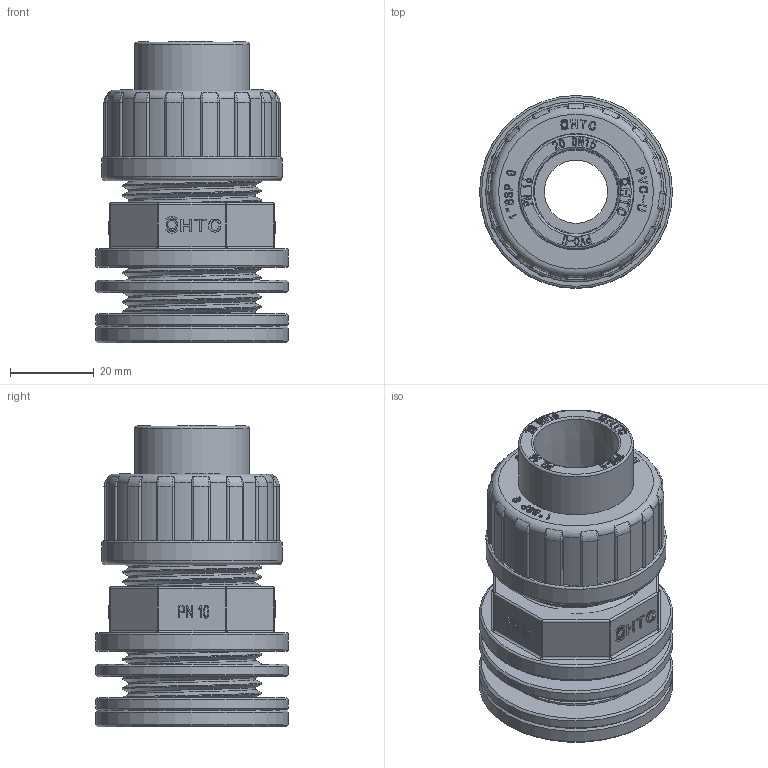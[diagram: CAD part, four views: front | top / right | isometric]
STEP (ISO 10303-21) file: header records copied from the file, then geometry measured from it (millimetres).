
FILE_DESCRIPTION(/* description */ (''),/* implementation_level */ '2;1');
FILE_NAME(/* name */ '水箱接头32X20.stp',/* time_stamp */ '2025-09-27T09:43:54+08:00',/* author */ (''),/* organization */ (''),/* preprocessor_version */ 'ST-DEVELOPER v16.7',/* originating_system */ 'SIEMENS PLM Software NX 12.0',/* authorisation */ '');
FILE_SCHEMA (('AUTOMOTIVE_DESIGN { 1 0 10303 214 3 1 1 1 }'));
Products named in the file (1): Admi06C0A703816s
Bounding box: 46 x 46 x 72 mm (x, y, z)
Volume: 54089.2 mm3; surface area: 37931.1 mm2
Topology: 7 solids, 7 shells, 1388 faces, 3799 edges, 2494 vertices
Faces by surface type: plane 1002, cylinder 164, extrusion 138, bspline 37, torus 31, cone 8, sphere 8
Full cylindrical faces by diameter (mm): 1.226 x1, 1.243 x1, 1.635 x1, 1.657 x1, 2.008 x1, 2.678 x1, 15.1 x1, 20 x1, 23 x1, 27.4 x1, 27.7 x1, 30 x2, 30.291 x18, 33.249 x25, 34.5 x2, 43 x1, 46 x4
Entity records: 51763 total; most frequent: CARTESIAN_POINT 18924, ORIENTED_EDGE 7210, DIRECTION 5831, EDGE_CURVE 3605, VECTOR 2879, LINE 2741, VERTEX_POINT 2389, EDGE_LOOP 1476
